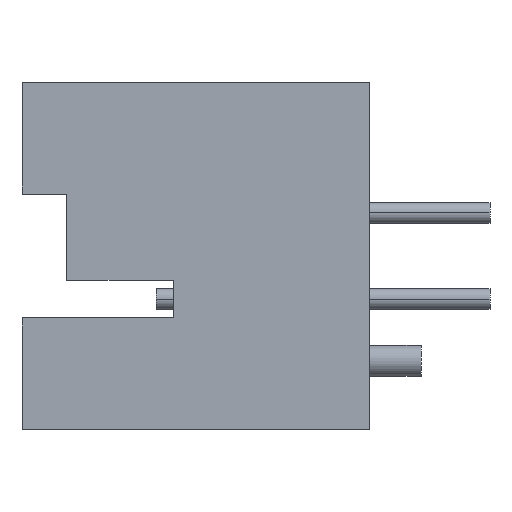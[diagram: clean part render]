
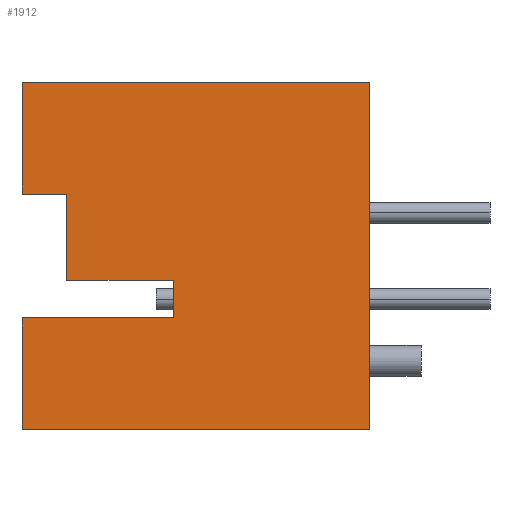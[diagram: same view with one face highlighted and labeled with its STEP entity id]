
A CAD part, left-side view. The second image highlights one B-rep face of the part: STEP entity #1912.
In plain terms, the highlighted planar face has unit normal (-1, 0, 0).
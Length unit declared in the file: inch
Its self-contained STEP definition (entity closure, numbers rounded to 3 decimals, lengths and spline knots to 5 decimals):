
#241 = VECTOR ( 'NONE', #3299, 39.37008 ) ;
#251 = CARTESIAN_POINT ( 'NONE',  ( -0.44291, 0., -0.19882 ) ) ;
#252 = EDGE_LOOP ( 'NONE', ( #2093, #5137, #3863, #3116, #2614, #968, #3168, #4922, #1313, #4086 ) ) ;
#308 = VERTEX_POINT ( 'NONE', #2840 ) ;
#313 = EDGE_CURVE ( 'NONE', #5575, #4279, #5603, .T. ) ;
#340 = LINE ( 'NONE', #2072, #3869 ) ;
#384 = EDGE_CURVE ( 'NONE', #2427, #308, #3843, .T. ) ;
#496 = CARTESIAN_POINT ( 'NONE',  ( -0.44291, 0.34646, 0.07087 ) ) ;
#508 = LINE ( 'NONE', #4329, #1368 ) ;
#659 = LINE ( 'NONE', #1056, #1866 ) ;
#677 = CARTESIAN_POINT ( 'NONE',  ( -0.44291, 0.39764, -0.19882 ) ) ;
#784 = VECTOR ( 'NONE', #5170, 39.37008 ) ;
#880 = CARTESIAN_POINT ( 'NONE',  ( -0.44291, 0.22441, -0.02756 ) ) ;
#968 = ORIENTED_EDGE ( 'NONE', *, *, #2220, .F. ) ;
#1056 = CARTESIAN_POINT ( 'NONE',  ( -0.44291, 0.34646, -0.19882 ) ) ;
#1167 = CARTESIAN_POINT ( 'NONE',  ( -0.44291, 0., -0.19882 ) ) ;
#1307 = EDGE_CURVE ( 'NONE', #3032, #2671, #659, .T. ) ;
#1313 = ORIENTED_EDGE ( 'NONE', *, *, #4100, .F. ) ;
#1368 = VECTOR ( 'NONE', #4290, 39.37008 ) ;
#1426 = DIRECTION ( 'NONE',  ( 0., 0., 1. ) ) ;
#1472 = CARTESIAN_POINT ( 'NONE',  ( -0.44291, 0.34646, -0.02756 ) ) ;
#1802 = EDGE_CURVE ( 'NONE', #3264, #5520, #3823, .T. ) ;
#1807 = CARTESIAN_POINT ( 'NONE',  ( -0.44291, 0., -0.19882 ) ) ;
#1844 = VERTEX_POINT ( 'NONE', #4444 ) ;
#1861 = CARTESIAN_POINT ( 'NONE',  ( -0.44291, 0.39764, 0.19882 ) ) ;
#1866 = VECTOR ( 'NONE', #1426, 39.37008 ) ;
#1912 = ADVANCED_FACE ( 'NONE', ( #4460 ), #4525, .F. ) ;
#1968 = DIRECTION ( 'NONE',  ( 0., 0., -1. ) ) ;
#1988 = CARTESIAN_POINT ( 'NONE',  ( -0.44291, 0.34646, 0.07087 ) ) ;
#2072 = CARTESIAN_POINT ( 'NONE',  ( -0.44291, 0., -0.19882 ) ) ;
#2093 = ORIENTED_EDGE ( 'NONE', *, *, #5023, .T. ) ;
#2220 = EDGE_CURVE ( 'NONE', #1844, #4292, #3180, .T. ) ;
#2427 = VERTEX_POINT ( 'NONE', #880 ) ;
#2522 = DIRECTION ( 'NONE',  ( 0., 1., 0. ) ) ;
#2535 = DIRECTION ( 'NONE',  ( 0., 0., 1. ) ) ;
#2614 = ORIENTED_EDGE ( 'NONE', *, *, #3794, .F. ) ;
#2671 = VERTEX_POINT ( 'NONE', #496 ) ;
#2840 = CARTESIAN_POINT ( 'NONE',  ( -0.44291, 0.22441, -0.07087 ) ) ;
#3032 = VERTEX_POINT ( 'NONE', #1472 ) ;
#3048 = VECTOR ( 'NONE', #2535, 39.37008 ) ;
#3116 = ORIENTED_EDGE ( 'NONE', *, *, #384, .T. ) ;
#3168 = ORIENTED_EDGE ( 'NONE', *, *, #4660, .F. ) ;
#3180 = LINE ( 'NONE', #677, #3258 ) ;
#3258 = VECTOR ( 'NONE', #3825, 39.37008 ) ;
#3264 = VERTEX_POINT ( 'NONE', #251 ) ;
#3293 = EDGE_CURVE ( 'NONE', #2427, #3032, #508, .T. ) ;
#3299 = DIRECTION ( 'NONE',  ( 0., 0., 1. ) ) ;
#3543 = CARTESIAN_POINT ( 'NONE',  ( -0.44291, 0.39764, -0.07087 ) ) ;
#3604 = CARTESIAN_POINT ( 'NONE',  ( -0.44291, 0.39764, 0.07087 ) ) ;
#3768 = CARTESIAN_POINT ( 'NONE',  ( -0.44291, 0.39764, -0.19882 ) ) ;
#3794 = EDGE_CURVE ( 'NONE', #4292, #308, #4804, .T. ) ;
#3823 = LINE ( 'NONE', #1167, #3048 ) ;
#3825 = DIRECTION ( 'NONE',  ( 0., 0., 1. ) ) ;
#3843 = LINE ( 'NONE', #5089, #5743 ) ;
#3863 = ORIENTED_EDGE ( 'NONE', *, *, #3293, .F. ) ;
#3869 = VECTOR ( 'NONE', #2522, 39.37008 ) ;
#3933 = VECTOR ( 'NONE', #5014, 39.37008 ) ;
#4037 = VECTOR ( 'NONE', #5354, 39.37008 ) ;
#4086 = ORIENTED_EDGE ( 'NONE', *, *, #313, .F. ) ;
#4088 = DIRECTION ( 'NONE',  ( 1., 0., 0. ) ) ;
#4100 = EDGE_CURVE ( 'NONE', #4279, #5520, #5568, .T. ) ;
#4279 = VERTEX_POINT ( 'NONE', #4428 ) ;
#4290 = DIRECTION ( 'NONE',  ( 0., 1., 0. ) ) ;
#4292 = VERTEX_POINT ( 'NONE', #3543 ) ;
#4329 = CARTESIAN_POINT ( 'NONE',  ( -0.44291, 0., -0.02756 ) ) ;
#4428 = CARTESIAN_POINT ( 'NONE',  ( -0.44291, 0.39764, 0.19882 ) ) ;
#4444 = CARTESIAN_POINT ( 'NONE',  ( -0.44291, 0.39764, -0.19882 ) ) ;
#4449 = AXIS2_PLACEMENT_3D ( 'NONE', #1807, #4088, #4567 ) ;
#4460 = FACE_OUTER_BOUND ( 'NONE', #252, .T. ) ;
#4525 = PLANE ( 'NONE',  #4449 ) ;
#4567 = DIRECTION ( 'NONE',  ( 0., 0., -1. ) ) ;
#4660 = EDGE_CURVE ( 'NONE', #3264, #1844, #340, .T. ) ;
#4804 = LINE ( 'NONE', #5432, #4037 ) ;
#4844 = LINE ( 'NONE', #1988, #3933 ) ;
#4922 = ORIENTED_EDGE ( 'NONE', *, *, #1802, .T. ) ;
#5014 = DIRECTION ( 'NONE',  ( 0., -1., 0. ) ) ;
#5023 = EDGE_CURVE ( 'NONE', #5575, #2671, #4844, .T. ) ;
#5089 = CARTESIAN_POINT ( 'NONE',  ( -0.44291, 0.22441, -0.07087 ) ) ;
#5137 = ORIENTED_EDGE ( 'NONE', *, *, #1307, .F. ) ;
#5170 = DIRECTION ( 'NONE',  ( 0., -1., 0. ) ) ;
#5316 = CARTESIAN_POINT ( 'NONE',  ( -0.44291, 0., 0.19882 ) ) ;
#5354 = DIRECTION ( 'NONE',  ( 0., -1., 0. ) ) ;
#5432 = CARTESIAN_POINT ( 'NONE',  ( -0.44291, 0., -0.07087 ) ) ;
#5520 = VERTEX_POINT ( 'NONE', #5316 ) ;
#5568 = LINE ( 'NONE', #1861, #784 ) ;
#5575 = VERTEX_POINT ( 'NONE', #3604 ) ;
#5603 = LINE ( 'NONE', #3768, #241 ) ;
#5743 = VECTOR ( 'NONE', #1968, 39.37008 ) ;
